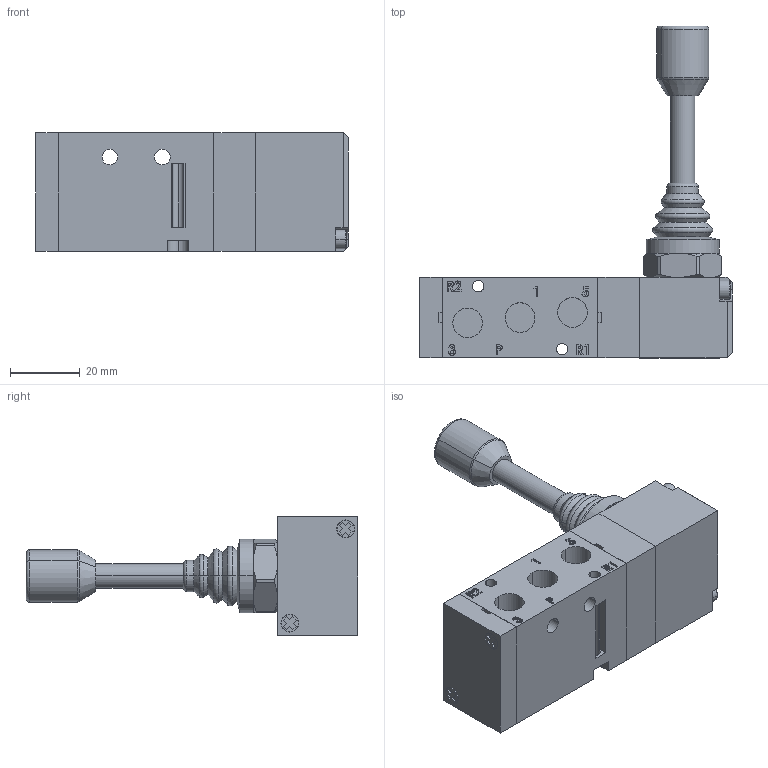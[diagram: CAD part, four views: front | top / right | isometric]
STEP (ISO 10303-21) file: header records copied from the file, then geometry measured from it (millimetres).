
FILE_DESCRIPTION (( 'STEP AP203' ), '1' );
FILE_NAME ('hlv330-d.step', '2019-09-24T01:32:42', ( 'yrd8' ), ( 'Hewlett-Packard Company' ), 'SwSTEP 2.0', 'SolidWorks 2008', '' );
FILE_SCHEMA (( 'CONFIG_CONTROL_DESIGN' ));
Length unit declared in the file: millimetre
Products named in the file (10): SF3000 SEMY_ル遽; HLV-D; lever block_釭餌ル衛橈擠; 腊阿 权 杭飘(M3x40)_M3X40; HLV nut_釭餌ル衛橈擠; lever handle; HLV Bellows-1; hlv330-d; SF3000 BODY COVER_ル遽; SF3000 BODY_ル遽
Assembly tree (10 placements, depth 3):
  hlv330-d
    SF3000 SEMY_ル遽
    SF3000 BODY_ル遽
    SF3000 BODY COVER_ル遽
    HLV-D
      腊阿 权 杭飘(M3x40)_M3X40  x2
      HLV Bellows-1
      HLV nut_釭餌ル衛橈擠
      lever handle
      lever block_釭餌ル衛橈擠
Bounding box: 89.5 x 95 x 34 mm (x, y, z)
Volume: 63257.7 mm3; surface area: 29911.8 mm2
Topology: 9 solids, 9 shells, 561 faces, 1417 edges, 880 vertices
Faces by surface type: plane 275, cylinder 99, bspline 98, cone 54, torus 35
Entity records: 20766 total; most frequent: CARTESIAN_POINT 7204, ORIENTED_EDGE 2682, DIRECTION 2394, EDGE_CURVE 1341, VERTEX_POINT 857, LINE 804, VECTOR 804, AXIS2_PLACEMENT_3D 795
